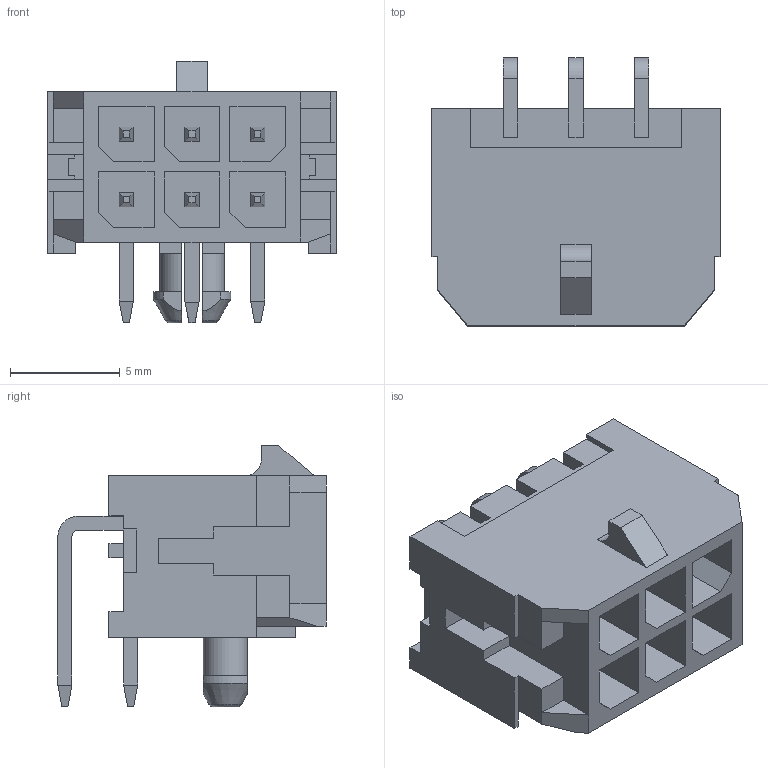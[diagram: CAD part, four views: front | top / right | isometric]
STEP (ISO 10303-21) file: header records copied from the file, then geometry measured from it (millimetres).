
FILE_DESCRIPTION(/* description */ (''),/* implementation_level */ '2;1');
FILE_NAME(/* name */ 'MOLEX 430450600.step',/* time_stamp */ '2020-03-20T03:04:43+00:00',/* author */ (''),/* organization */ (''),/* preprocessor_version */ 'ST-DEVELOPER v18',/* originating_system */ 'Autodesk Translation Framework v8.12.0.6',/* authorisation */ '');
FILE_SCHEMA (('AUTOMOTIVE_DESIGN { 1 0 10303 214 3 1 1 }'));
Length unit declared in the file: millimetre
Products named in the file (1): MOLEX 430450600
Bounding box: 13.15 x 12.24 x 11.95 mm (x, y, z)
Volume: 573.3 mm3; surface area: 1276.8 mm2
Topology: 1 solids, 1 shells, 339 faces, 871 edges, 549 vertices
Faces by surface type: plane 324, cylinder 11, cone 2, torus 2
Entity records: 10143 total; most frequent: CARTESIAN_POINT 1768, ORIENTED_EDGE 1742, DIRECTION 1579, EDGE_CURVE 871, LINE 835, VECTOR 835, VERTEX_POINT 549, AXIS2_PLACEMENT_3D 372
